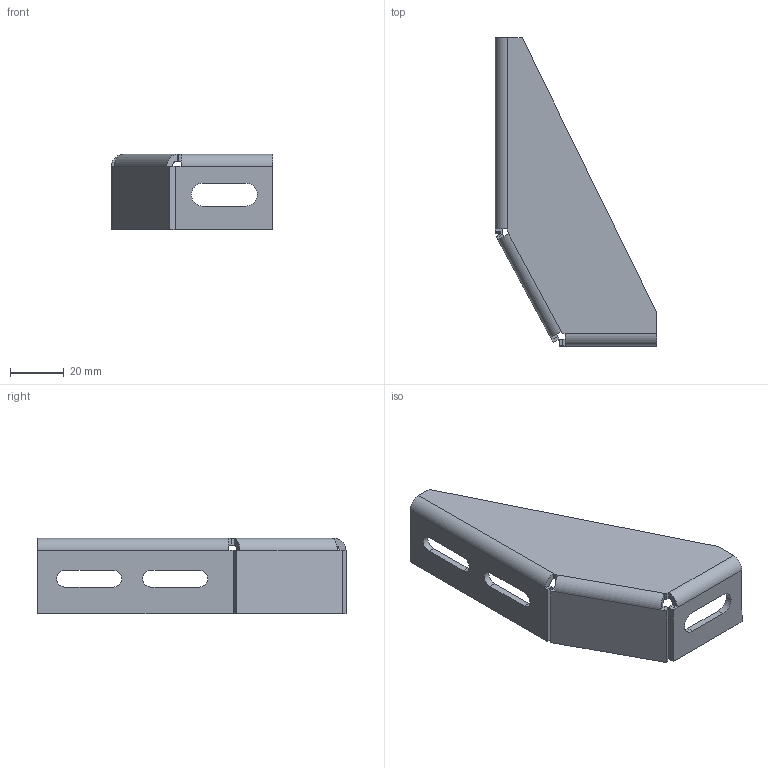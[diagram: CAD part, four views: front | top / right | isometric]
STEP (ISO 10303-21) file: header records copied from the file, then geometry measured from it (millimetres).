
FILE_DESCRIPTION (( 'STEP AP214' ), '1' );
FILE_NAME ('SNS.30.01.61 Îïîðà_ôóíäàìåíòíàÿ_30(E23).STEP', '2014-11-13T07:11:44', ( 'XTreme.ws' ), ( 'XTreme.ws' ), 'SwSTEP 2.0', 'SolidWorks 2014', '' );
FILE_SCHEMA (( 'AUTOMOTIVE_DESIGN' ));
Length unit declared in the file: millimetre
Products named in the file (1): SNS.30.01.61 Îïîðà_ôóíäàìåíòíàÿ_30(E23)
Bounding box: 60 x 114.5 x 28 mm (x, y, z)
Volume: 17608.3 mm3; surface area: 15669.8 mm2
Topology: 1 solids, 1 shells, 56 faces, 138 edges, 84 vertices
Faces by surface type: plane 44, cylinder 12
Entity records: 1660 total; most frequent: CARTESIAN_POINT 279, DIRECTION 276, ORIENTED_EDGE 276, EDGE_CURVE 138, LINE 114, VECTOR 114, VERTEX_POINT 84, AXIS2_PLACEMENT_3D 81
